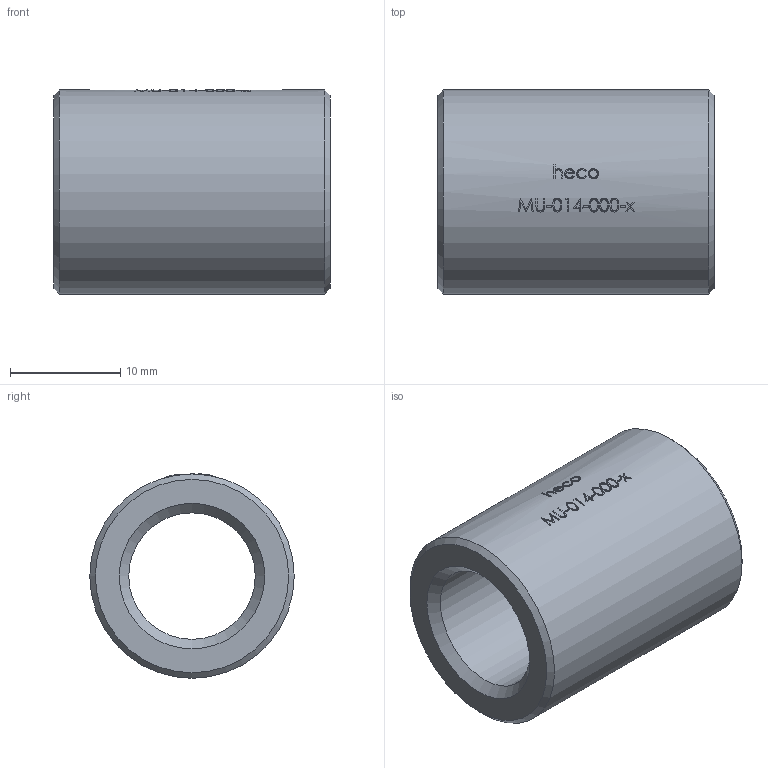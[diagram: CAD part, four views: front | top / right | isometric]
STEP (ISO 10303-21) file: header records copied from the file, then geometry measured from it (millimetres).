
FILE_DESCRIPTION (( 'STEP AP214' ), '1' );
FILE_NAME ('MU-014-000-x Muffe heco 2305.STEP', '2023-05-03T10:14:28', ( '' ), ( '' ), 'SwSTEP 2.0', 'SolidWorks 2019', '' );
FILE_SCHEMA (( 'AUTOMOTIVE_DESIGN' ));
Length unit declared in the file: millimetre
Products named in the file (1): MU-014-000-x Muffe heco 2305
Bounding box: 25 x 18.5 x 18.52 mm (x, y, z)
Volume: 4103.8 mm3; surface area: 2617.6 mm2
Topology: 1 solids, 1 shells, 184 faces, 473 edges, 314 vertices
Faces by surface type: bspline 78, plane 77, cylinder 25, cone 4
Full cylindrical faces by diameter (mm): 11.45 x1, 18.5 x1
Entity records: 10460 total; most frequent: CARTESIAN_POINT 4676, ORIENTED_EDGE 934, DIRECTION 533, EDGE_CURVE 467, VERTEX_POINT 314, LINE 215, VECTOR 215, EDGE_LOOP 215
